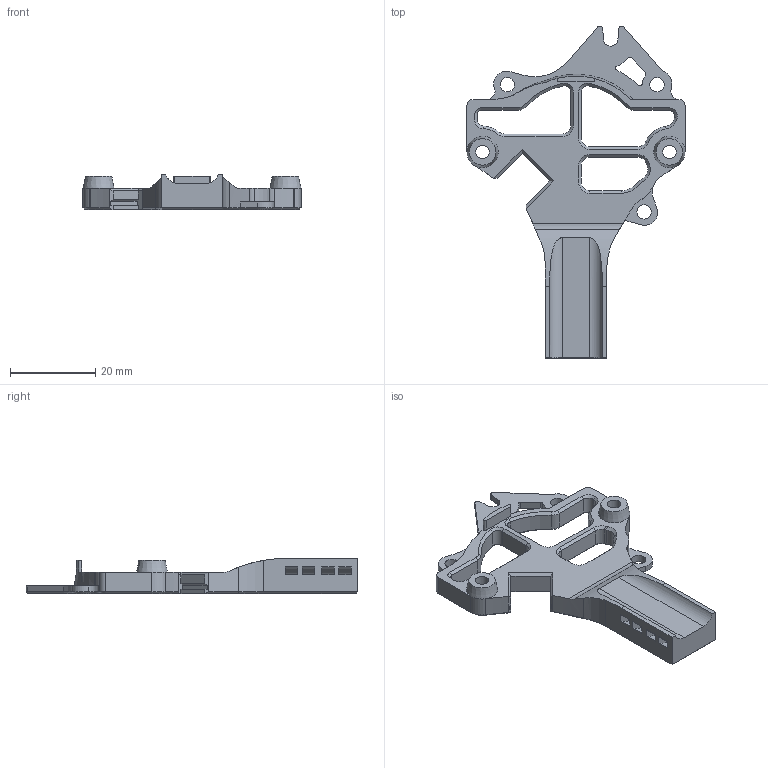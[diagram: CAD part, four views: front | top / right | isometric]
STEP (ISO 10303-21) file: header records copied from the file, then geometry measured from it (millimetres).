
FILE_DESCRIPTION(/* description */ ('STEP AP242'),/* implementation_level */ '2;1');
FILE_NAME(/* name */ 'A4T - THB Mount - WWG2 for AFC.step',/* time_stamp */ '2025-04-03T12:34:00+01:00',/* author */ (''),/* organization */ (''),/* preprocessor_version */ 'ST-DEVELOPER v20.1',/* originating_system */ 'Autodesk Translation Framework v14.4.0.0',/* authorisation */ '');
FILE_SCHEMA (('AUTOMOTIVE_DESIGN { 1 0 10303 214 3 1 1 }'));
Length unit declared in the file: millimetre
Products named in the file (2): A4T - THB Mount - WWG2; EBB36/SHT36 Mount
Assembly tree (1 placements, depth 2):
  A4T - THB Mount - WWG2
    EBB36/SHT36 Mount
Bounding box: 51.18 x 77.89 x 8.26 mm (x, y, z)
Volume: 7250.5 mm3; surface area: 6048.1 mm2
Topology: 1 solids, 1 shells, 293 faces, 748 edges, 457 vertices
Faces by surface type: plane 137, cylinder 85, cone 70, bspline 1
Full cylindrical faces by diameter (mm): 3.2 x2, 3.4 x3, 4.7 x2
Entity records: 8977 total; most frequent: CARTESIAN_POINT 1653, DIRECTION 1579, ORIENTED_EDGE 1496, EDGE_CURVE 748, AXIS2_PLACEMENT_3D 557, LINE 465, VECTOR 465, VERTEX_POINT 457
